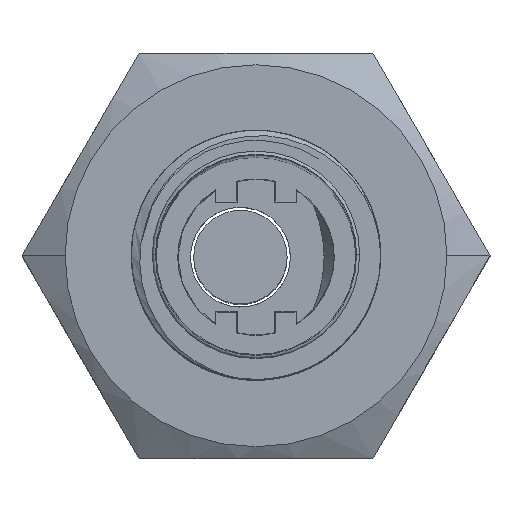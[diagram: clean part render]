
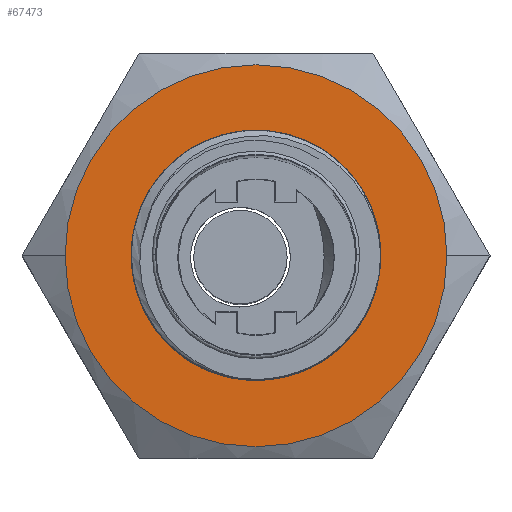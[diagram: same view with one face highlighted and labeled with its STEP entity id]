
A CAD part, top view. The second image highlights one B-rep face of the part: STEP entity #67473.
In plain terms, the highlighted planar face has unit normal (0, 0, 1).
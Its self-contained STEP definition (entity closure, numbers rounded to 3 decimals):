
#7158=CARTESIAN_POINT('',(-9.409,7.841,-17.2));
#7159=DIRECTION('',(0.,0.,-1.));
#7160=DIRECTION('',(1.,0.,0.));
#7161=AXIS2_PLACEMENT_3D('',#7158,#7159,#7160);
#7163=CARTESIAN_POINT('',(-9.409,7.841,-17.2));
#7164=DIRECTION('',(0.,0.,-1.));
#7165=DIRECTION('',(-1.,0.,0.));
#7166=AXIS2_PLACEMENT_3D('',#7163,#7164,#7165);
#7168=CARTESIAN_POINT('',(-12.959,8.79,-17.2));
#7169=CARTESIAN_POINT('',(-13.022,8.597,-17.2));
#7170=CARTESIAN_POINT('',(-13.111,8.212,-17.2));
#7171=CARTESIAN_POINT('',(-13.151,7.63,-17.2));
#7172=CARTESIAN_POINT('',(-13.106,7.078,-17.2));
#7173=CARTESIAN_POINT('',(-12.986,6.557,-17.2));
#7174=CARTESIAN_POINT('',(-12.803,6.069,-17.2));
#7175=CARTESIAN_POINT('',(-12.558,5.616,-17.2));
#7176=CARTESIAN_POINT('',(-12.25,5.193,-17.2));
#7177=CARTESIAN_POINT('',(-11.875,4.806,-17.2));
#7178=CARTESIAN_POINT('',(-11.483,4.502,-17.2));
#7179=CARTESIAN_POINT('',(-11.108,4.275,-17.2));
#7180=CARTESIAN_POINT('',(-10.739,4.102,-17.2));
#7181=CARTESIAN_POINT('',(-10.37,3.972,-17.2));
#7182=CARTESIAN_POINT('',(-10.109,3.907,-17.2));
#7183=CARTESIAN_POINT('',(-9.976,3.881,-17.2));
#7185=CARTESIAN_POINT('',(-9.409,7.841,-17.2));
#7186=DIRECTION('',(0.,0.,1.));
#7187=DIRECTION('',(-0.142,-0.99,0.));
#7188=AXIS2_PLACEMENT_3D('',#7185,#7186,#7187);
#7190=CARTESIAN_POINT('',(-11.702,10.807,-17.2));
#7191=CARTESIAN_POINT('',(-11.812,10.718,-17.2));
#7192=CARTESIAN_POINT('',(-12.016,10.529,-17.2));
#7193=CARTESIAN_POINT('',(-12.281,10.223,-17.2));
#7194=CARTESIAN_POINT('',(-12.51,9.895,-17.2));
#7195=CARTESIAN_POINT('',(-12.701,9.544,-17.2));
#7196=CARTESIAN_POINT('',(-12.853,9.175,-17.2));
#7197=CARTESIAN_POINT('',(-12.928,8.92,-17.2));
#7198=CARTESIAN_POINT('',(-12.959,8.79,-17.2));
#11091=CARTESIAN_POINT('',(-11.702,10.807,-17.2));
#11092=CARTESIAN_POINT('',(-11.855,10.701,-17.2));
#11093=CARTESIAN_POINT('',(-12.141,10.47,
-17.2));
#11094=CARTESIAN_POINT('',(-12.512,10.068,
-17.2));
#11095=CARTESIAN_POINT('',(-12.818,9.626,
-17.2));
#11096=CARTESIAN_POINT('',(-13.068,9.126,
-17.2));
#11097=CARTESIAN_POINT('',(-13.244,8.587,
-17.2));
#11098=CARTESIAN_POINT('',(-13.335,8.05,
-17.2));
#11099=CARTESIAN_POINT('',(-13.352,7.499,
-17.2));
#11100=CARTESIAN_POINT('',(-13.291,6.941,
-17.2));
#11101=CARTESIAN_POINT('',(-13.198,6.576,
-17.2));
#11102=CARTESIAN_POINT('',(-13.138,6.394,
-17.2));
#11104=CARTESIAN_POINT('',(-13.138,6.394,
-17.2));
#11627=CARTESIAN_POINT('',(-13.138,6.394,
-17.2));
#11628=CARTESIAN_POINT('',(-13.212,6.585,
-17.2));
#11629=CARTESIAN_POINT('',(-13.329,6.972,
-17.2));
#11630=CARTESIAN_POINT('',(-13.416,7.58,
-17.2));
#11631=CARTESIAN_POINT('',(-13.409,8.194,
-17.2));
#11632=CARTESIAN_POINT('',(-13.31,8.793,
-17.2));
#11633=CARTESIAN_POINT('',(-13.118,9.377,
-17.2));
#11634=CARTESIAN_POINT('',(-12.843,9.923,
-17.2));
#11635=CARTESIAN_POINT('',(-12.486,10.42,
-17.2));
#11636=CARTESIAN_POINT('',(-12.059,10.857,
-17.2));
#11637=CARTESIAN_POINT('',(-11.575,11.222,
-17.2));
#11638=CARTESIAN_POINT('',(-11.035,11.512,
-17.2));
#11639=CARTESIAN_POINT('',(-10.454,11.718,
-17.2));
#11640=CARTESIAN_POINT('',(-9.849,11.832,
-17.2));
#11641=CARTESIAN_POINT('',(-9.235,11.853,
-17.2));
#11642=CARTESIAN_POINT('',(-8.627,11.779,
-17.2));
#11643=CARTESIAN_POINT('',(-8.037,11.615,
-17.2));
#11644=CARTESIAN_POINT('',(-7.481,11.363,
-17.2));
#11645=CARTESIAN_POINT('',(-6.969,11.03,
-17.2));
#11646=CARTESIAN_POINT('',(-6.512,10.622,
-17.2));
#11647=CARTESIAN_POINT('',(-6.123,10.149,
-17.2));
#11648=CARTESIAN_POINT('',(-5.809,9.62,
-17.2));
#11649=CARTESIAN_POINT('',(-5.58,9.05,
-17.2));
#11650=CARTESIAN_POINT('',(-5.441,8.454,
-17.2));
#11651=CARTESIAN_POINT('',(-5.409,8.049,
-17.2));
#11652=CARTESIAN_POINT('',(-5.409,7.842,
-17.2));
#18313=CARTESIAN_POINT('',(-3.284,7.841,-17.2));
#18314=CARTESIAN_POINT('',(-15.534,7.841,-17.2));
#18315=VERTEX_POINT('',#18313);
#18316=VERTEX_POINT('',#18314);
#18322=VERTEX_POINT('',#11104);
#19139=VERTEX_POINT('',#7168);
#19140=VERTEX_POINT('',#7183);
#19141=VERTEX_POINT('',#7190);
#19142=CARTESIAN_POINT('',(-5.409,7.841,-17.2));
#19143=VERTEX_POINT('',#19142);
#67453=CARTESIAN_POINT('',(-13.162,14.341,-17.2));
#67454=DIRECTION('',(0.,0.,1.));
#67455=DIRECTION('',(-1.,0.,0.));
#67456=AXIS2_PLACEMENT_3D('',#67453,#67454,#67455);
#67457=PLANE('',#67456);
#67459=ORIENTED_EDGE('',*,*,#67458,.T.);
#67461=ORIENTED_EDGE('',*,*,#67460,.T.);
#67462=EDGE_LOOP('',(#67459,#67461));
#67463=FACE_OUTER_BOUND('',#67462,.F.);
#67464=ORIENTED_EDGE('',*,*,#57211,.T.);
#67465=ORIENTED_EDGE('',*,*,#67446,.T.);
#67467=ORIENTED_EDGE('',*,*,#67466,.F.);
#67469=ORIENTED_EDGE('',*,*,#67468,.F.);
#67470=ORIENTED_EDGE('',*,*,#60853,.T.);
#67471=EDGE_LOOP('',(#67464,#67465,#67467,#67469,#67470));
#67472=FACE_BOUND('',#67471,.F.);
#67473=ADVANCED_FACE('',(#67463,#67472),#67457,.T.);
#7162=CIRCLE('',#7161,6.125);
#7167=CIRCLE('',#7166,6.125);
#7184=B_SPLINE_CURVE_WITH_KNOTS('',3,(#7168,#7169,#7170,#7171,#7172,#7173,#7174,
#7175,#7176,#7177,#7178,#7179,#7180,#7181,#7182,#7183),.UNSPECIFIED.,.F.,.F.,(4,
1,1,1,1,1,1,1,1,1,1,1,1,4),(0.,0.077,0.154,
0.231,0.308,0.385,0.462,
0.538,0.615,0.692,0.769,
0.846,0.923,1.),.UNSPECIFIED.);
#7189=CIRCLE('',#7188,4.);
#7199=B_SPLINE_CURVE_WITH_KNOTS('',3,(#7190,#7191,#7192,#7193,#7194,#7195,#7196,
#7197,#7198),.UNSPECIFIED.,.F.,.F.,(4,1,1,1,1,1,4),(0.,0.167,
0.333,0.5,0.667,0.833,1.),
.UNSPECIFIED.);
#11103=B_SPLINE_CURVE_WITH_KNOTS('',3,(#11091,#11092,#11093,#11094,#11095,
#11096,#11097,#11098,#11099,#11100,#11101,#11102),.UNSPECIFIED.,.F.,.F.,(4,1,1,
1,1,1,1,1,1,4),(0.,0.111,0.222,0.333,
0.444,0.556,0.667,0.778,
0.889,1.),.UNSPECIFIED.);
#11653=B_SPLINE_CURVE_WITH_KNOTS('',3,(#11627,#11628,#11629,#11630,#11631,
#11632,#11633,#11634,#11635,#11636,#11637,#11638,#11639,#11640,#11641,#11642,
#11643,#11644,#11645,#11646,#11647,#11648,#11649,#11650,#11651,#11652),
.UNSPECIFIED.,.F.,.F.,(4,1,1,1,1,1,1,1,1,1,1,1,1,1,1,1,1,1,1,1,1,1,1,4),(0.,
0.043,0.087,0.13,0.174,
0.217,0.261,0.304,0.348,
0.391,0.435,0.478,0.522,
0.565,0.609,0.652,0.696,
0.739,0.783,0.826,0.87,
0.913,0.957,1.),.UNSPECIFIED.);
#57211=EDGE_CURVE('',#19139,#19140,#7184,.T.);
#60853=EDGE_CURVE('',#19141,#19139,#7199,.T.);
#67446=EDGE_CURVE('',#19140,#19143,#7189,.T.);
#67458=EDGE_CURVE('',#18315,#18316,#7162,.T.);
#67460=EDGE_CURVE('',#18316,#18315,#7167,.T.);
#67466=EDGE_CURVE('',#18322,#19143,#11653,.T.);
#67468=EDGE_CURVE('',#19141,#18322,#11103,.T.);
